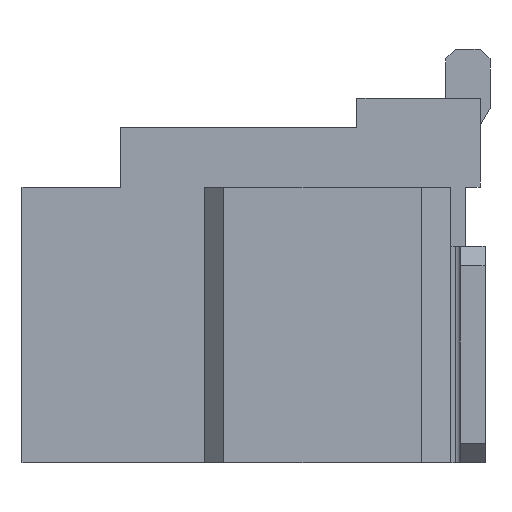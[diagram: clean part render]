
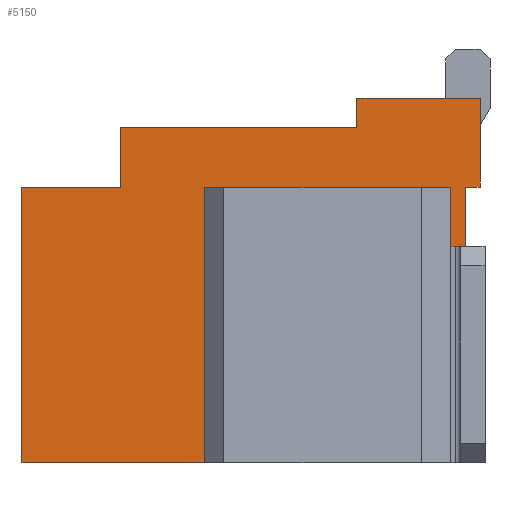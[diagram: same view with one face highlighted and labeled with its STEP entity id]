
A CAD part, left-side view. The second image highlights one B-rep face of the part: STEP entity #5150.
In plain terms, the highlighted planar face has unit normal (-1, 0, 0).
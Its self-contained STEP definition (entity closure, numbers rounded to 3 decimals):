
#73=DIRECTION('',(0.,1.,0.));
#74=VECTOR('',#73,1.25);
#75=CARTESIAN_POINT('',(-4.,-3.675,2.1));
#76=LINE('',#75,#74);
#685=DIRECTION('',(0.,0.,1.));
#686=VECTOR('',#685,2.8);
#687=CARTESIAN_POINT('',(-4.,0.975,-1.6));
#688=LINE('',#687,#686);
#1049=DIRECTION('',(0.,-1.,0.));
#1050=VECTOR('',#1049,1.);
#1051=CARTESIAN_POINT('',(-4.,0.975,1.2));
#1052=LINE('',#1051,#1050);
#1053=DIRECTION('',(0.,0.,1.));
#1054=VECTOR('',#1053,0.6);
#1055=CARTESIAN_POINT('',(-4.,-0.025,1.2));
#1056=LINE('',#1055,#1054);
#1057=DIRECTION('',(0.,-1.,0.));
#1058=VECTOR('',#1057,2.4);
#1059=CARTESIAN_POINT('',(-4.,-0.025,1.8));
#1060=LINE('',#1059,#1058);
#1061=DIRECTION('',(0.,0.,-1.));
#1062=VECTOR('',#1061,0.3);
#1063=CARTESIAN_POINT('',(-4.,-2.425,2.1));
#1064=LINE('',#1063,#1062);
#1065=DIRECTION('',(0.,1.,0.));
#1066=VECTOR('',#1065,0.15);
#1067=CARTESIAN_POINT('',(-4.,-3.675,1.2));
#1068=LINE('',#1067,#1066);
#1069=DIRECTION('',(0.,0.,1.));
#1070=VECTOR('',#1069,2.1);
#1071=CARTESIAN_POINT('',(-4.,-3.525,-0.9));
#1072=LINE('',#1071,#1070);
#1073=DIRECTION('',(0.,1.,0.));
#1074=VECTOR('',#1073,0.15);
#1075=CARTESIAN_POINT('',(-4.,-3.675,-0.9));
#1076=LINE('',#1075,#1074);
#1077=DIRECTION('',(0.,1.,0.));
#1078=VECTOR('',#1077,0.3);
#1079=CARTESIAN_POINT('',(-4.,-3.675,-1.6));
#1080=LINE('',#1079,#1078);
#1081=DIRECTION('',(0.,0.,1.));
#1082=VECTOR('',#1081,2.8);
#1083=CARTESIAN_POINT('',(-4.,-3.375,-1.6));
#1084=LINE('',#1083,#1082);
#1085=DIRECTION('',(0.,-1.,0.));
#1086=VECTOR('',#1085,2.5);
#1087=CARTESIAN_POINT('',(-4.,-0.875,1.2));
#1088=LINE('',#1087,#1086);
#1089=DIRECTION('',(0.,0.,1.));
#1090=VECTOR('',#1089,2.8);
#1091=CARTESIAN_POINT('',(-4.,-0.875,-1.6));
#1092=LINE('',#1091,#1090);
#1093=DIRECTION('',(0.,1.,0.));
#1094=VECTOR('',#1093,1.85);
#1095=CARTESIAN_POINT('',(-4.,-0.875,-1.6));
#1096=LINE('',#1095,#1094);
#1141=DIRECTION('',(0.,0.,1.));
#1142=VECTOR('',#1141,0.9);
#1143=CARTESIAN_POINT('',(-4.,-3.675,1.2));
#1144=LINE('',#1143,#1142);
#1181=DIRECTION('',(0.,0.,1.));
#1182=VECTOR('',#1181,0.7);
#1183=CARTESIAN_POINT('',(-4.,-3.675,-1.6));
#1184=LINE('',#1183,#1182);
#3031=CARTESIAN_POINT('',(-4.,-0.875,1.2));
#3032=CARTESIAN_POINT('',(-4.,-3.375,1.2));
#3033=VERTEX_POINT('',#3031);
#3034=VERTEX_POINT('',#3032);
#3035=CARTESIAN_POINT('',(-4.,-0.875,-1.6));
#3036=VERTEX_POINT('',#3035);
#3043=CARTESIAN_POINT('',(-4.,0.975,-1.6));
#3044=VERTEX_POINT('',#3043);
#3063=CARTESIAN_POINT('',(-4.,-3.675,2.1));
#3064=VERTEX_POINT('',#3063);
#3069=CARTESIAN_POINT('',(-4.,-3.675,-1.6));
#3070=VERTEX_POINT('',#3069);
#3087=CARTESIAN_POINT('',(-4.,-2.425,2.1));
#3088=CARTESIAN_POINT('',(-4.,-2.425,1.8));
#3089=VERTEX_POINT('',#3087);
#3090=VERTEX_POINT('',#3088);
#3096=CARTESIAN_POINT('',(-4.,-0.025,1.8));
#3098=VERTEX_POINT('',#3096);
#3249=CARTESIAN_POINT('',(-4.,0.975,1.2));
#3250=CARTESIAN_POINT('',(-4.,-0.025,1.2));
#3251=VERTEX_POINT('',#3249);
#3252=VERTEX_POINT('',#3250);
#3599=CARTESIAN_POINT('',(-4.,-3.375,-1.6));
#3600=VERTEX_POINT('',#3599);
#3923=CARTESIAN_POINT('',(-4.,-3.675,1.2));
#3925=VERTEX_POINT('',#3923);
#3931=CARTESIAN_POINT('',(-4.,-3.675,-0.9));
#3933=VERTEX_POINT('',#3931);
#3939=CARTESIAN_POINT('',(-4.,-3.525,1.2));
#3940=VERTEX_POINT('',#3939);
#3941=CARTESIAN_POINT('',(-4.,-3.525,-0.9));
#3942=VERTEX_POINT('',#3941);
#5117=CARTESIAN_POINT('',(-4.,-3.675,-1.6));
#5118=DIRECTION('',(-1.,0.,0.));
#5119=DIRECTION('',(0.,0.,1.));
#5120=AXIS2_PLACEMENT_3D('',#5117,#5118,#5119);
#5121=PLANE('',#5120);
#5122=ORIENTED_EDGE('',*,*,#4735,.T.);
#5124=ORIENTED_EDGE('',*,*,#5123,.T.);
#5126=ORIENTED_EDGE('',*,*,#5125,.T.);
#5127=ORIENTED_EDGE('',*,*,#4850,.F.);
#5128=ORIENTED_EDGE('',*,*,#4036,.F.);
#5130=ORIENTED_EDGE('',*,*,#5129,.F.);
#5132=ORIENTED_EDGE('',*,*,#5131,.T.);
#5134=ORIENTED_EDGE('',*,*,#5133,.F.);
#5136=ORIENTED_EDGE('',*,*,#5135,.F.);
#5138=ORIENTED_EDGE('',*,*,#5137,.F.);
#5139=ORIENTED_EDGE('',*,*,#4272,.T.);
#5141=ORIENTED_EDGE('',*,*,#5140,.T.);
#5143=ORIENTED_EDGE('',*,*,#5142,.F.);
#5145=ORIENTED_EDGE('',*,*,#5144,.F.);
#5146=ORIENTED_EDGE('',*,*,#4250,.T.);
#5147=ORIENTED_EDGE('',*,*,#4668,.T.);
#5148=EDGE_LOOP('',(#5122,#5124,#5126,#5127,#5128,#5130,#5132,#5134,#5136,#5138,
#5139,#5141,#5143,#5145,#5146,#5147));
#5149=FACE_OUTER_BOUND('',#5148,.F.);
#5150=ADVANCED_FACE('',(#5149),#5121,.T.);
#4036=EDGE_CURVE('',#3064,#3089,#76,.T.);
#4250=EDGE_CURVE('',#3036,#3044,#1096,.T.);
#4272=EDGE_CURVE('',#3070,#3600,#1080,.T.);
#4668=EDGE_CURVE('',#3044,#3251,#688,.T.);
#4735=EDGE_CURVE('',#3251,#3252,#1052,.T.);
#4850=EDGE_CURVE('',#3089,#3090,#1064,.T.);
#5123=EDGE_CURVE('',#3252,#3098,#1056,.T.);
#5125=EDGE_CURVE('',#3098,#3090,#1060,.T.);
#5129=EDGE_CURVE('',#3925,#3064,#1144,.T.);
#5131=EDGE_CURVE('',#3925,#3940,#1068,.T.);
#5133=EDGE_CURVE('',#3942,#3940,#1072,.T.);
#5135=EDGE_CURVE('',#3933,#3942,#1076,.T.);
#5137=EDGE_CURVE('',#3070,#3933,#1184,.T.);
#5140=EDGE_CURVE('',#3600,#3034,#1084,.T.);
#5142=EDGE_CURVE('',#3033,#3034,#1088,.T.);
#5144=EDGE_CURVE('',#3036,#3033,#1092,.T.);
